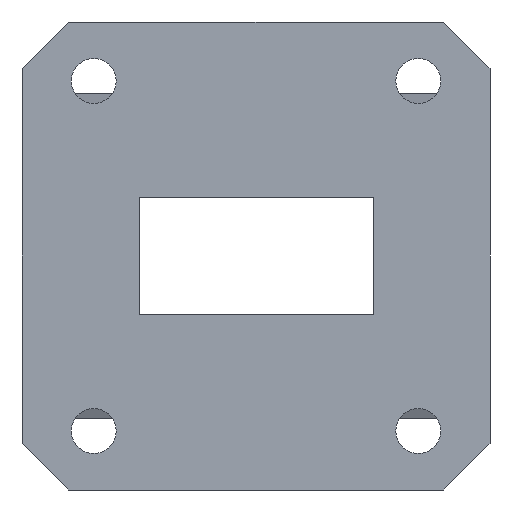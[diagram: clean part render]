
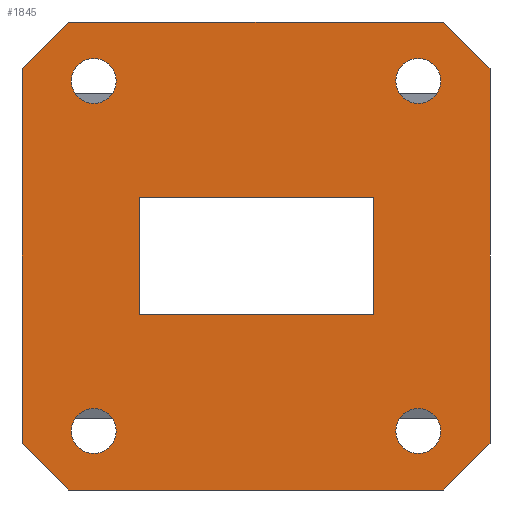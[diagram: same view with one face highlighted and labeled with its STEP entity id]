
A CAD part, front view. The second image highlights one B-rep face of the part: STEP entity #1845.
In plain terms, the highlighted planar face has unit normal (0, -1, 0).
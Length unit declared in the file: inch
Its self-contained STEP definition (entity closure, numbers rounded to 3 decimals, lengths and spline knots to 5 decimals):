
#30 = DIRECTION ( 'NONE',  ( 1., 0., 0. ) ) ;
#126 = VERTEX_POINT ( 'NONE', #395 ) ;
#130 = LINE ( 'NONE', #672, #832 ) ;
#139 = DIRECTION ( 'NONE',  ( -1., 0., 0. ) ) ;
#147 = EDGE_CURVE ( 'NONE', #919, #634, #130, .T. ) ;
#167 = VERTEX_POINT ( 'NONE', #2024 ) ;
#178 = EDGE_CURVE ( 'NONE', #348, #1937, #1577, .T. ) ;
#221 = CARTESIAN_POINT ( 'NONE',  ( -0.52, 0., -0.489 ) ) ;
#235 = PLANE ( 'NONE',  #389 ) ;
#241 = DIRECTION ( 'NONE',  ( 0., 1., 0. ) ) ;
#256 = DIRECTION ( 'NONE',  ( -0.707, 0., -0.707 ) ) ;
#264 = CARTESIAN_POINT ( 'NONE',  ( 0.6, 0., -0.75 ) ) ;
#267 = ORIENTED_EDGE ( 'NONE', *, *, #1295, .T. ) ;
#275 = ORIENTED_EDGE ( 'NONE', *, *, #683, .F. ) ;
#306 = VECTOR ( 'NONE', #423, 39.37008 ) ;
#332 = VECTOR ( 'NONE', #256, 39.37008 ) ;
#340 = VERTEX_POINT ( 'NONE', #1313 ) ;
#343 = DIRECTION ( 'NONE',  ( 0., 0., 1. ) ) ;
#348 = VERTEX_POINT ( 'NONE', #1472 ) ;
#385 = CARTESIAN_POINT ( 'NONE',  ( -0.75, 0., -0.6 ) ) ;
#389 = AXIS2_PLACEMENT_3D ( 'NONE', #1908, #1383, #1059 ) ;
#390 = CIRCLE ( 'NONE', #1058, 0.072 ) ;
#395 = CARTESIAN_POINT ( 'NONE',  ( 0.52, 0., 0.633 ) ) ;
#423 = DIRECTION ( 'NONE',  ( 0., 0., 1. ) ) ;
#425 = ORIENTED_EDGE ( 'NONE', *, *, #593, .F. ) ;
#436 = FACE_BOUND ( 'NONE', #1264, .T. ) ;
#439 = CARTESIAN_POINT ( 'NONE',  ( -0.375, 0., -0.1875 ) ) ;
#445 = DIRECTION ( 'NONE',  ( 0.707, 0., -0.707 ) ) ;
#465 = LINE ( 'NONE', #264, #332 ) ;
#477 = FACE_BOUND ( 'NONE', #1117, .T. ) ;
#481 = CARTESIAN_POINT ( 'NONE',  ( -0.375, 0., -0.1875 ) ) ;
#493 = EDGE_CURVE ( 'NONE', #1276, #1276, #1187, .T. ) ;
#505 = VERTEX_POINT ( 'NONE', #1743 ) ;
#544 = LINE ( 'NONE', #439, #306 ) ;
#548 = VECTOR ( 'NONE', #1702, 39.37008 ) ;
#575 = AXIS2_PLACEMENT_3D ( 'NONE', #2149, #840, #343 ) ;
#593 = EDGE_CURVE ( 'NONE', #1937, #1291, #1812, .T. ) ;
#615 = DIRECTION ( 'NONE',  ( 0., 1., 0. ) ) ;
#634 = VERTEX_POINT ( 'NONE', #827 ) ;
#658 = CARTESIAN_POINT ( 'NONE',  ( -0.375, 0., 0.1875 ) ) ;
#664 = LINE ( 'NONE', #1951, #1471 ) ;
#672 = CARTESIAN_POINT ( 'NONE',  ( -0.375, 0., 0.1875 ) ) ;
#683 = EDGE_CURVE ( 'NONE', #1701, #505, #1674, .T. ) ;
#703 = CARTESIAN_POINT ( 'NONE',  ( 0.375, 0., 0.1875 ) ) ;
#722 = ORIENTED_EDGE ( 'NONE', *, *, #178, .F. ) ;
#745 = ORIENTED_EDGE ( 'NONE', *, *, #955, .F. ) ;
#759 = FACE_BOUND ( 'NONE', #1697, .T. ) ;
#762 = ORIENTED_EDGE ( 'NONE', *, *, #493, .T. ) ;
#788 = DIRECTION ( 'NONE',  ( 0.707, 0., 0.707 ) ) ;
#796 = DIRECTION ( 'NONE',  ( -1., 0., 0. ) ) ;
#813 = VERTEX_POINT ( 'NONE', #1164 ) ;
#827 = CARTESIAN_POINT ( 'NONE',  ( 0.375, 0., 0.1875 ) ) ;
#832 = VECTOR ( 'NONE', #1169, 39.37008 ) ;
#840 = DIRECTION ( 'NONE',  ( 0., 1., 0. ) ) ;
#889 = EDGE_CURVE ( 'NONE', #126, #126, #1214, .T. ) ;
#907 = VERTEX_POINT ( 'NONE', #1704 ) ;
#913 = VECTOR ( 'NONE', #30, 39.37008 ) ;
#917 = VERTEX_POINT ( 'NONE', #1298 ) ;
#919 = VERTEX_POINT ( 'NONE', #658 ) ;
#955 = EDGE_CURVE ( 'NONE', #1291, #813, #1430, .T. ) ;
#995 = EDGE_CURVE ( 'NONE', #340, #348, #2101, .T. ) ;
#1028 = CARTESIAN_POINT ( 'NONE',  ( 0.6, 0., -0.75 ) ) ;
#1055 = EDGE_CURVE ( 'NONE', #634, #917, #1387, .T. ) ;
#1056 = CARTESIAN_POINT ( 'NONE',  ( 0.52, 0., -0.489 ) ) ;
#1058 = AXIS2_PLACEMENT_3D ( 'NONE', #1914, #615, #1104 ) ;
#1059 = DIRECTION ( 'NONE',  ( 0., 0., -1. ) ) ;
#1095 = EDGE_LOOP ( 'NONE', ( #1655 ) ) ;
#1100 = DIRECTION ( 'NONE',  ( 0., 0., -1. ) ) ;
#1104 = DIRECTION ( 'NONE',  ( 0., 0., 1. ) ) ;
#1117 = EDGE_LOOP ( 'NONE', ( #1366 ) ) ;
#1138 = FACE_OUTER_BOUND ( 'NONE', #1377, .T. ) ;
#1158 = ORIENTED_EDGE ( 'NONE', *, *, #1283, .F. ) ;
#1164 = CARTESIAN_POINT ( 'NONE',  ( 0.75, 0., -0.6 ) ) ;
#1169 = DIRECTION ( 'NONE',  ( 1., 0., 0. ) ) ;
#1187 = CIRCLE ( 'NONE', #1755, 0.072 ) ;
#1191 = VECTOR ( 'NONE', #1327, 39.37008 ) ;
#1202 = VECTOR ( 'NONE', #796, 39.37008 ) ;
#1214 = CIRCLE ( 'NONE', #1826, 0.072 ) ;
#1225 = LINE ( 'NONE', #1971, #1191 ) ;
#1228 = CARTESIAN_POINT ( 'NONE',  ( 0.52, 0., 0.561 ) ) ;
#1231 = DIRECTION ( 'NONE',  ( 0., 1., 0. ) ) ;
#1253 = CIRCLE ( 'NONE', #575, 0.072 ) ;
#1264 = EDGE_LOOP ( 'NONE', ( #762 ) ) ;
#1276 = VERTEX_POINT ( 'NONE', #1056 ) ;
#1281 = ORIENTED_EDGE ( 'NONE', *, *, #1384, .T. ) ;
#1283 = EDGE_CURVE ( 'NONE', #813, #1701, #465, .T. ) ;
#1291 = VERTEX_POINT ( 'NONE', #1924 ) ;
#1295 = EDGE_CURVE ( 'NONE', #1956, #919, #544, .T. ) ;
#1298 = CARTESIAN_POINT ( 'NONE',  ( 0.375, 0., -0.1875 ) ) ;
#1300 = CARTESIAN_POINT ( 'NONE',  ( -0.6, 0., -0.75 ) ) ;
#1311 = EDGE_CURVE ( 'NONE', #907, #907, #390, .T. ) ;
#1312 = ORIENTED_EDGE ( 'NONE', *, *, #1640, .F. ) ;
#1313 = CARTESIAN_POINT ( 'NONE',  ( -0.75, 0., 0.6 ) ) ;
#1327 = DIRECTION ( 'NONE',  ( -0.707, 0., 0.707 ) ) ;
#1365 = ORIENTED_EDGE ( 'NONE', *, *, #995, .F. ) ;
#1366 = ORIENTED_EDGE ( 'NONE', *, *, #889, .T. ) ;
#1377 = EDGE_LOOP ( 'NONE', ( #1579, #275, #1158, #745, #425, #722, #1365, #1312 ) ) ;
#1383 = DIRECTION ( 'NONE',  ( 0., -1., 0. ) ) ;
#1384 = EDGE_CURVE ( 'NONE', #917, #1956, #664, .T. ) ;
#1387 = LINE ( 'NONE', #703, #1525 ) ;
#1416 = CARTESIAN_POINT ( 'NONE',  ( -0.6, 0., 0.75 ) ) ;
#1427 = VERTEX_POINT ( 'NONE', #221 ) ;
#1430 = LINE ( 'NONE', #1642, #1789 ) ;
#1471 = VECTOR ( 'NONE', #139, 39.37008 ) ;
#1472 = CARTESIAN_POINT ( 'NONE',  ( -0.6, 0., 0.75 ) ) ;
#1473 = ORIENTED_EDGE ( 'NONE', *, *, #1055, .T. ) ;
#1525 = VECTOR ( 'NONE', #1681, 39.37008 ) ;
#1532 = LINE ( 'NONE', #385, #548 ) ;
#1554 = DIRECTION ( 'NONE',  ( 0., 0., 1. ) ) ;
#1567 = DIRECTION ( 'NONE',  ( 0., 0., 1. ) ) ;
#1577 = LINE ( 'NONE', #2006, #913 ) ;
#1579 = ORIENTED_EDGE ( 'NONE', *, *, #1787, .F. ) ;
#1640 = EDGE_CURVE ( 'NONE', #167, #340, #1532, .T. ) ;
#1642 = CARTESIAN_POINT ( 'NONE',  ( 0.75, 0., -0.6 ) ) ;
#1655 = ORIENTED_EDGE ( 'NONE', *, *, #1311, .T. ) ;
#1665 = ORIENTED_EDGE ( 'NONE', *, *, #147, .T. ) ;
#1674 = LINE ( 'NONE', #1300, #1202 ) ;
#1681 = DIRECTION ( 'NONE',  ( 0., 0., -1. ) ) ;
#1697 = EDGE_LOOP ( 'NONE', ( #1281, #267, #1665, #1473 ) ) ;
#1701 = VERTEX_POINT ( 'NONE', #1028 ) ;
#1702 = DIRECTION ( 'NONE',  ( 0., 0., 1. ) ) ;
#1704 = CARTESIAN_POINT ( 'NONE',  ( -0.52, 0., 0.633 ) ) ;
#1725 = FACE_BOUND ( 'NONE', #1772, .T. ) ;
#1743 = CARTESIAN_POINT ( 'NONE',  ( -0.6, 0., -0.75 ) ) ;
#1751 = ORIENTED_EDGE ( 'NONE', *, *, #2019, .T. ) ;
#1755 = AXIS2_PLACEMENT_3D ( 'NONE', #1909, #1231, #1567 ) ;
#1772 = EDGE_LOOP ( 'NONE', ( #1751 ) ) ;
#1787 = EDGE_CURVE ( 'NONE', #505, #167, #1225, .T. ) ;
#1789 = VECTOR ( 'NONE', #1100, 39.37008 ) ;
#1810 = CARTESIAN_POINT ( 'NONE',  ( 0.6, 0., 0.75 ) ) ;
#1812 = LINE ( 'NONE', #1938, #1963 ) ;
#1826 = AXIS2_PLACEMENT_3D ( 'NONE', #1228, #241, #1554 ) ;
#1845 = ADVANCED_FACE ( 'NONE', ( #1725, #2098, #1138, #477, #436, #759 ), #235, .T. ) ;
#1908 = CARTESIAN_POINT ( 'NONE',  ( 0., 0., 0. ) ) ;
#1909 = CARTESIAN_POINT ( 'NONE',  ( 0.52, 0., -0.561 ) ) ;
#1914 = CARTESIAN_POINT ( 'NONE',  ( -0.52, 0., 0.561 ) ) ;
#1924 = CARTESIAN_POINT ( 'NONE',  ( 0.75, 0., 0.6 ) ) ;
#1937 = VERTEX_POINT ( 'NONE', #1810 ) ;
#1938 = CARTESIAN_POINT ( 'NONE',  ( 0.75, 0., 0.6 ) ) ;
#1951 = CARTESIAN_POINT ( 'NONE',  ( 0.375, 0., -0.1875 ) ) ;
#1956 = VERTEX_POINT ( 'NONE', #481 ) ;
#1963 = VECTOR ( 'NONE', #445, 39.37008 ) ;
#1971 = CARTESIAN_POINT ( 'NONE',  ( -0.75, 0., -0.6 ) ) ;
#1996 = VECTOR ( 'NONE', #788, 39.37008 ) ;
#2006 = CARTESIAN_POINT ( 'NONE',  ( 0.6, 0., 0.75 ) ) ;
#2019 = EDGE_CURVE ( 'NONE', #1427, #1427, #1253, .T. ) ;
#2024 = CARTESIAN_POINT ( 'NONE',  ( -0.75, 0., -0.6 ) ) ;
#2098 = FACE_BOUND ( 'NONE', #1095, .T. ) ;
#2101 = LINE ( 'NONE', #1416, #1996 ) ;
#2149 = CARTESIAN_POINT ( 'NONE',  ( -0.52, 0., -0.561 ) ) ;
